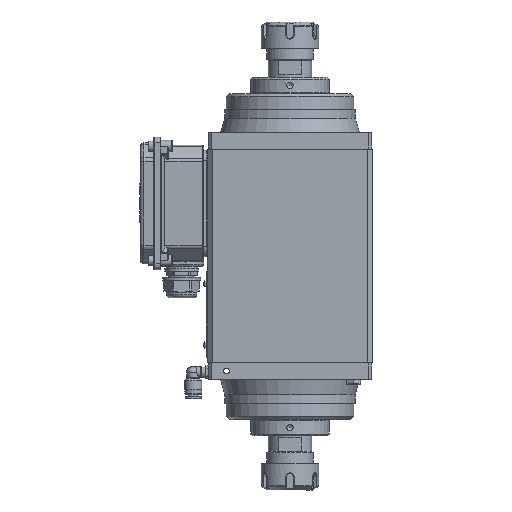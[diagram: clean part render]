
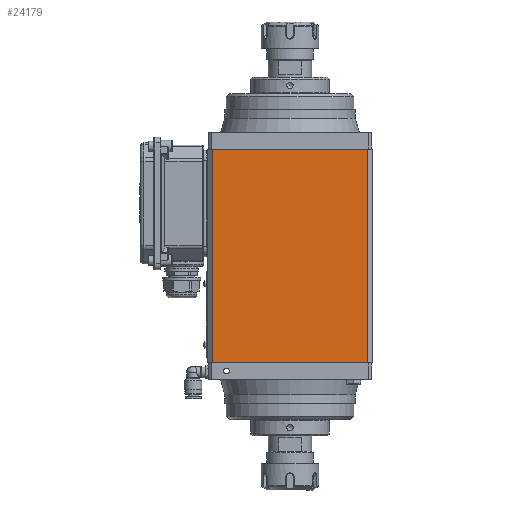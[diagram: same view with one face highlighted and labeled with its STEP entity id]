
A CAD part, left-side view. The second image highlights one B-rep face of the part: STEP entity #24179.
In plain terms, the highlighted planar face has unit normal (-1, 0, 0).
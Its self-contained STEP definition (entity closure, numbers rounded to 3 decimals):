
#3615 = CARTESIAN_POINT ( 'NONE',  ( -71.25, -67.25, 92.5 ) ) ;
#4704 = EDGE_CURVE ( 'NONE', #16868, #15162, #18264, .T. ) ;
#9311 = VECTOR ( 'NONE', #47828, 1000. ) ;
#9410 = FACE_OUTER_BOUND ( 'NONE', #15632, .T. ) ;
#9863 = DIRECTION ( 'NONE',  ( 1., 0., 0. ) ) ;
#12141 = CARTESIAN_POINT ( 'NONE',  ( -71.25, 67.25, 92.5 ) ) ;
#14643 = CARTESIAN_POINT ( 'NONE',  ( -71.25, -67.25, -92.5 ) ) ;
#15162 = VERTEX_POINT ( 'NONE', #3615 ) ;
#15435 = VECTOR ( 'NONE', #33010, 1000. ) ;
#15632 = EDGE_LOOP ( 'NONE', ( #30858, #46511, #33030, #32527 ) ) ;
#16868 = VERTEX_POINT ( 'NONE', #22776 ) ;
#18264 = LINE ( 'NONE', #34022, #36267 ) ;
#19505 = VERTEX_POINT ( 'NONE', #14643 ) ;
#21648 = EDGE_CURVE ( 'NONE', #16868, #51953, #41818, .T. ) ;
#21945 = DIRECTION ( 'NONE',  ( 0., -1., 0. ) ) ;
#22776 = CARTESIAN_POINT ( 'NONE',  ( -71.25, 67.25, 92.5 ) ) ;
#23230 = CARTESIAN_POINT ( 'NONE',  ( -71.25, -67.25, 92.5 ) ) ;
#23451 = AXIS2_PLACEMENT_3D ( 'NONE', #25668, #9863, #33986 ) ;
#24179 = ADVANCED_FACE ( 'NONE', ( #9410 ), #26217, .F. ) ;
#24840 = EDGE_CURVE ( 'NONE', #51953, #19505, #29849, .T. ) ;
#25668 = CARTESIAN_POINT ( 'NONE',  ( -71.25, 71.25, 92.5 ) ) ;
#26217 = PLANE ( 'NONE',  #23451 ) ;
#29849 = LINE ( 'NONE', #30271, #9311 ) ;
#30271 = CARTESIAN_POINT ( 'NONE',  ( -71.25, 71.25, -92.5 ) ) ;
#30858 = ORIENTED_EDGE ( 'NONE', *, *, #24840, .T. ) ;
#31478 = DIRECTION ( 'NONE',  ( 0., 0., 1. ) ) ;
#32527 = ORIENTED_EDGE ( 'NONE', *, *, #21648, .T. ) ;
#33010 = DIRECTION ( 'NONE',  ( 0., 0., -1. ) ) ;
#33030 = ORIENTED_EDGE ( 'NONE', *, *, #4704, .F. ) ;
#33754 = VECTOR ( 'NONE', #31478, 1000. ) ;
#33986 = DIRECTION ( 'NONE',  ( 0., 1., 0. ) ) ;
#34022 = CARTESIAN_POINT ( 'NONE',  ( -71.25, 71.25, 92.5 ) ) ;
#35415 = EDGE_CURVE ( 'NONE', #19505, #15162, #41550, .T. ) ;
#36267 = VECTOR ( 'NONE', #21945, 1000. ) ;
#37785 = CARTESIAN_POINT ( 'NONE',  ( -71.25, 67.25, -92.5 ) ) ;
#41550 = LINE ( 'NONE', #23230, #33754 ) ;
#41818 = LINE ( 'NONE', #12141, #15435 ) ;
#46511 = ORIENTED_EDGE ( 'NONE', *, *, #35415, .T. ) ;
#47828 = DIRECTION ( 'NONE',  ( 0., -1., 0. ) ) ;
#51953 = VERTEX_POINT ( 'NONE', #37785 ) ;
